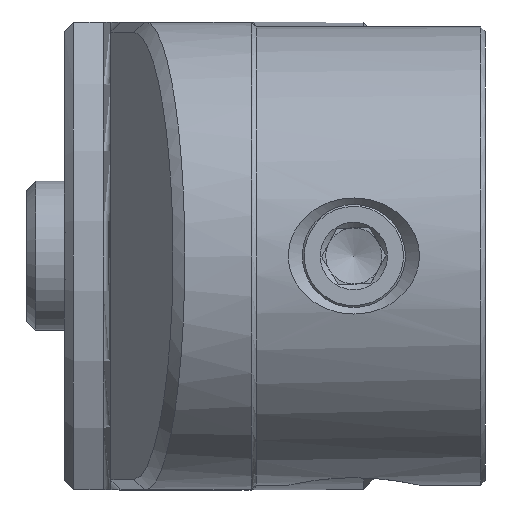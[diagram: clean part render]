
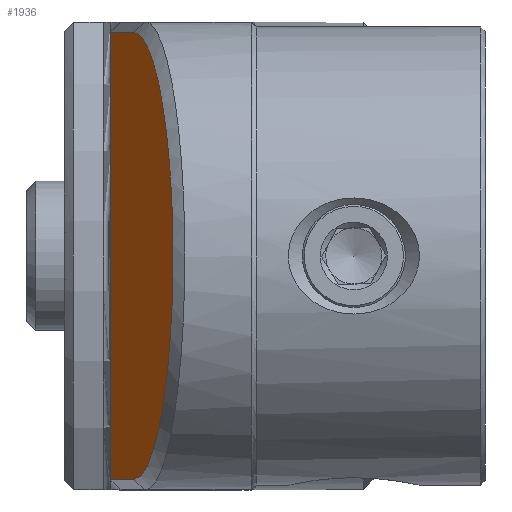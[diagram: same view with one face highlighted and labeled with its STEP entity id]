
A CAD part, left-side view. The second image highlights one B-rep face of the part: STEP entity #1936.
In plain terms, the highlighted planar face has unit normal (-0.174, 0.985, 0).
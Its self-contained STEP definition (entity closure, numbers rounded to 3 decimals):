
#17 = DIRECTION ( 'NONE',  ( 0.174, -0.985, 0. ) ) ;
#130 = CARTESIAN_POINT ( 'NONE',  ( -96.723, -10.594, 15.787 ) ) ;
#161 = CARTESIAN_POINT ( 'NONE',  ( -78.723, -7.42, 23.89 ) ) ;
#242 = CARTESIAN_POINT ( 'NONE',  ( -101.394, -11.417, 7.697 ) ) ;
#751 = B_SPLINE_CURVE_WITH_KNOTS ( 'NONE', 3,
 ( #2680, #1943, #4537, #7087, #5176, #2645, #3934, #1438, #5958, #6593, #2791, #871, #6563, #3960, #2764, #2170, #3359, #763, #7169, #2814, #242, #3411, #7733, #6537, #130, #789, #7813, #4645, #4619, #3988, #3390, #2736, #7119, #161 ),
 .UNSPECIFIED., .F., .F.,
 ( 4, 2, 2, 2, 2, 2, 2, 2, 2, 2, 2, 2, 2, 2, 2, 2, 4 ),
 ( 0., 0.063, 0.125, 0.188, 0.25, 0.313, 0.375, 0.438, 0.5, 0.563, 0.625, 0.688, 0.75, 0.813, 0.875, 0.938, 1. ),
 .UNSPECIFIED. ) ;
#763 = CARTESIAN_POINT ( 'NONE',  ( -102.614, -11.632, 1.564 ) ) ;
#789 = CARTESIAN_POINT ( 'NONE',  ( -94.51, -10.203, 17.999 ) ) ;
#871 = CARTESIAN_POINT ( 'NONE',  ( -99.456, -11.076, -11.973 ) ) ;
#1017 = ORIENTED_EDGE ( 'NONE', *, *, #7319, .T. ) ;
#1243 = CARTESIAN_POINT ( 'NONE',  ( -65., -5., 23.89 ) ) ;
#1438 = CARTESIAN_POINT ( 'NONE',  ( -93.297, -9.99, -18.995 ) ) ;
#1523 = ORIENTED_EDGE ( 'NONE', *, *, #4580, .T. ) ;
#1551 = DIRECTION ( 'NONE',  ( 0.985, 0.174, 0. ) ) ;
#1936 = ADVANCED_FACE ( 'NONE', ( #7978 ), #2438, .F. ) ;
#1943 = CARTESIAN_POINT ( 'NONE',  ( -80.289, -7.696, -23.89 ) ) ;
#1961 = LINE ( 'NONE', #2895, #6615 ) ;
#2063 = CARTESIAN_POINT ( 'NONE',  ( -65., -5., 0. ) ) ;
#2114 = VECTOR ( 'NONE', #6826, 1000. ) ;
#2170 = CARTESIAN_POINT ( 'NONE',  ( -102.46, -11.605, -3.127 ) ) ;
#2301 = LINE ( 'NONE', #8110, #2114 ) ;
#2438 = PLANE ( 'NONE',  #5743 ) ;
#2497 = CARTESIAN_POINT ( 'NONE',  ( -65., -5., -47. ) ) ;
#2645 = CARTESIAN_POINT ( 'NONE',  ( -89.311, -9.287, -21.473 ) ) ;
#2680 = CARTESIAN_POINT ( 'NONE',  ( -78.723, -7.42, -23.89 ) ) ;
#2736 = CARTESIAN_POINT ( 'NONE',  ( -81.85, -7.971, 23.737 ) ) ;
#2764 = CARTESIAN_POINT ( 'NONE',  ( -101.849, -11.498, -6.195 ) ) ;
#2791 = CARTESIAN_POINT ( 'NONE',  ( -97.719, -10.769, -14.573 ) ) ;
#2814 = CARTESIAN_POINT ( 'NONE',  ( -101.849, -11.498, 6.195 ) ) ;
#2829 = EDGE_CURVE ( 'NONE', #5740, #7001, #1961, .T. ) ;
#2895 = CARTESIAN_POINT ( 'NONE',  ( -65., -5., 23.89 ) ) ;
#3145 = CARTESIAN_POINT ( 'NONE',  ( -78.723, -7.42, -23.89 ) ) ;
#3310 = CARTESIAN_POINT ( 'NONE',  ( -78.723, -7.42, 23.89 ) ) ;
#3359 = CARTESIAN_POINT ( 'NONE',  ( -102.614, -11.632, -1.564 ) ) ;
#3390 = CARTESIAN_POINT ( 'NONE',  ( -84.918, -8.512, 23.126 ) ) ;
#3411 = CARTESIAN_POINT ( 'NONE',  ( -100.196, -11.206, 10.588 ) ) ;
#3427 = ORIENTED_EDGE ( 'NONE', *, *, #2829, .T. ) ;
#3934 = CARTESIAN_POINT ( 'NONE',  ( -90.695, -9.531, -20.734 ) ) ;
#3960 = CARTESIAN_POINT ( 'NONE',  ( -101.394, -11.417, -7.697 ) ) ;
#3988 = CARTESIAN_POINT ( 'NONE',  ( -86.421, -8.777, 22.67 ) ) ;
#4164 = EDGE_CURVE ( 'NONE', #6772, #7001, #4224, .T. ) ;
#4224 = LINE ( 'NONE', #2063, #6003 ) ;
#4537 = CARTESIAN_POINT ( 'NONE',  ( -81.851, -7.971, -23.736 ) ) ;
#4580 = EDGE_CURVE ( 'NONE', #5054, #5740, #751, .T. ) ;
#4611 = CARTESIAN_POINT ( 'NONE',  ( -65., -5., -23.89 ) ) ;
#4619 = CARTESIAN_POINT ( 'NONE',  ( -89.31, -9.287, 21.474 ) ) ;
#4645 = CARTESIAN_POINT ( 'NONE',  ( -90.695, -9.531, 20.734 ) ) ;
#5054 = VERTEX_POINT ( 'NONE', #3145 ) ;
#5119 = DIRECTION ( 'NONE',  ( 0.985, 0.174, 0. ) ) ;
#5176 = CARTESIAN_POINT ( 'NONE',  ( -86.421, -8.777, -22.67 ) ) ;
#5740 = VERTEX_POINT ( 'NONE', #3310 ) ;
#5743 = AXIS2_PLACEMENT_3D ( 'NONE', #2497, #17, #5119 ) ;
#5958 = CARTESIAN_POINT ( 'NONE',  ( -94.511, -10.204, -17.999 ) ) ;
#6003 = VECTOR ( 'NONE', #7879, 1000. ) ;
#6192 = EDGE_LOOP ( 'NONE', ( #7289, #1017, #1523, #3427 ) ) ;
#6537 = CARTESIAN_POINT ( 'NONE',  ( -97.719, -10.769, 14.573 ) ) ;
#6563 = CARTESIAN_POINT ( 'NONE',  ( -100.196, -11.206, -10.588 ) ) ;
#6593 = CARTESIAN_POINT ( 'NONE',  ( -96.722, -10.593, -15.787 ) ) ;
#6615 = VECTOR ( 'NONE', #1551, 1000. ) ;
#6772 = VERTEX_POINT ( 'NONE', #4611 ) ;
#6826 = DIRECTION ( 'NONE',  ( -0.985, -0.174, 0. ) ) ;
#7001 = VERTEX_POINT ( 'NONE', #1243 ) ;
#7087 = CARTESIAN_POINT ( 'NONE',  ( -84.917, -8.512, -23.126 ) ) ;
#7119 = CARTESIAN_POINT ( 'NONE',  ( -80.29, -7.696, 23.89 ) ) ;
#7169 = CARTESIAN_POINT ( 'NONE',  ( -102.46, -11.605, 3.126 ) ) ;
#7289 = ORIENTED_EDGE ( 'NONE', *, *, #4164, .F. ) ;
#7319 = EDGE_CURVE ( 'NONE', #6772, #5054, #2301, .T. ) ;
#7733 = CARTESIAN_POINT ( 'NONE',  ( -99.456, -11.076, 11.973 ) ) ;
#7813 = CARTESIAN_POINT ( 'NONE',  ( -93.297, -9.99, 18.995 ) ) ;
#7879 = DIRECTION ( 'NONE',  ( 0., 0., 1. ) ) ;
#7978 = FACE_OUTER_BOUND ( 'NONE', #6192, .T. ) ;
#8110 = CARTESIAN_POINT ( 'NONE',  ( -65., -5., -23.89 ) ) ;
